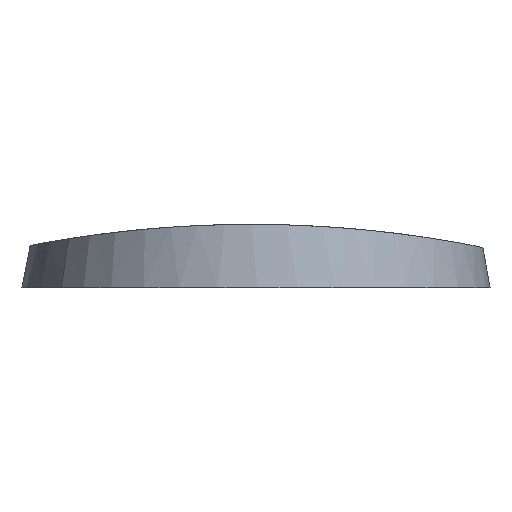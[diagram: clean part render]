
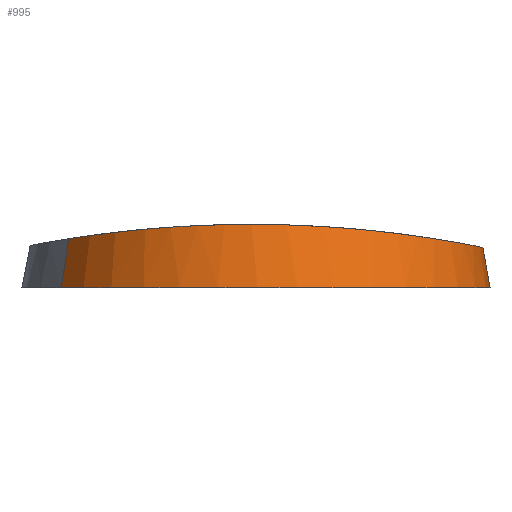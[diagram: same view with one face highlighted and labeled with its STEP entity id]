
A CAD part, left-side view. The second image highlights one B-rep face of the part: STEP entity #995.
In plain terms, the highlighted conical face has half-angle 10 degrees and reference radius 11.75 mm.
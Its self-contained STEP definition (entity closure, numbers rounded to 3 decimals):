
#28=CIRCLE('',#1081,11.75);
#35=CONICAL_SURFACE('',#1080,11.75,0.175);
#60=LINE('',#1697,#162);
#78=LINE('',#1851,#180);
#162=VECTOR('',#1151,10.);
#180=VECTOR('',#1197,10.);
#318=FACE_OUTER_BOUND('',#373,.T.);
#373=EDGE_LOOP('',(#754,#755,#756,#757,#758));
#429=B_SPLINE_CURVE_WITH_KNOTS('',3,(#1784,#1785,#1786,#1787,#1788,#1789,
#1790,#1791),.UNSPECIFIED.,.F.,.F.,(4,2,2,4),(3.957,4.258,
4.683,5.057),.UNSPECIFIED.);
#430=B_SPLINE_CURVE_WITH_KNOTS('',3,(#1793,#1794,#1795,#1796,#1797,#1798,
#1799,#1800,#1801,#1802,#1803,#1804),.UNSPECIFIED.,.F.,.F.,(4,2,2,2,2,4),
(5.057,5.107,5.532,5.958,6.385,
6.795),.UNSPECIFIED.);
#443=VERTEX_POINT('',#1694);
#444=VERTEX_POINT('',#1696);
#458=VERTEX_POINT('',#1783);
#459=VERTEX_POINT('',#1792);
#469=VERTEX_POINT('',#1850);
#545=EDGE_CURVE('',#443,#444,#60,.T.);
#560=EDGE_CURVE('',#444,#458,#429,.T.);
#561=EDGE_CURVE('',#458,#459,#430,.T.);
#579=EDGE_CURVE('',#469,#459,#78,.T.);
#583=EDGE_CURVE('',#443,#469,#28,.T.);
#754=ORIENTED_EDGE('',*,*,#561,.F.);
#755=ORIENTED_EDGE('',*,*,#560,.F.);
#756=ORIENTED_EDGE('',*,*,#545,.F.);
#757=ORIENTED_EDGE('',*,*,#583,.T.);
#758=ORIENTED_EDGE('',*,*,#579,.T.);
#995=ADVANCED_FACE('',(#318),#35,.T.);
#1080=AXIS2_PLACEMENT_3D('',#1857,#1205,#1206);
#1081=AXIS2_PLACEMENT_3D('',#1858,#1207,#1208);
#1151=DIRECTION('',(0.084,-0.152,0.985));
#1197=DIRECTION('',(0.003,0.174,0.985));
#1205=DIRECTION('center_axis',(0.,0.,-1.));
#1206=DIRECTION('ref_axis',(-0.486,0.874,0.));
#1207=DIRECTION('center_axis',(0.,0.,1.));
#1208=DIRECTION('ref_axis',(-0.486,0.874,0.));
#1694=CARTESIAN_POINT('',(9.791,-5.837,1.75));
#1696=CARTESIAN_POINT('',(10.006,-6.224,4.262));
#1697=CARTESIAN_POINT('',(9.791,-5.837,1.75));
#1783=CARTESIAN_POINT('',(4.334,-15.607,5.));
#1784=CARTESIAN_POINT('Ctrl Pts',(10.006,-6.224,4.262));
#1785=CARTESIAN_POINT('Ctrl Pts',(9.09,-6.75,4.345));
#1786=CARTESIAN_POINT('Ctrl Pts',(8.261,-7.405,4.441));
#1787=CARTESIAN_POINT('Ctrl Pts',(6.58,-9.129,4.658));
#1788=CARTESIAN_POINT('Ctrl Pts',(5.73,-10.401,4.79));
#1789=CARTESIAN_POINT('Ctrl Pts',(4.668,-13.02,4.957));
#1790=CARTESIAN_POINT('Ctrl Pts',(4.391,-14.341,5.));
#1791=CARTESIAN_POINT('Ctrl Pts',(4.334,-15.607,5.));
#1792=CARTESIAN_POINT('',(15.325,-27.492,3.811));
#1793=CARTESIAN_POINT('Ctrl Pts',(4.334,-15.607,5.));
#1794=CARTESIAN_POINT('Ctrl Pts',(4.327,-15.775,5.));
#1795=CARTESIAN_POINT('Ctrl Pts',(4.323,-15.941,4.999));
#1796=CARTESIAN_POINT('Ctrl Pts',(4.321,-17.525,4.986));
#1797=CARTESIAN_POINT('Ctrl Pts',(4.595,-19.038,4.918));
#1798=CARTESIAN_POINT('Ctrl Pts',(5.718,-21.826,4.693));
#1799=CARTESIAN_POINT('Ctrl Pts',(6.566,-23.102,4.539));
#1800=CARTESIAN_POINT('Ctrl Pts',(8.536,-25.13,4.248));
#1801=CARTESIAN_POINT('Ctrl Pts',(9.793,-26.018,4.093));
#1802=CARTESIAN_POINT('Ctrl Pts',(12.506,-27.175,3.877));
#1803=CARTESIAN_POINT('Ctrl Pts',(13.952,-27.47,3.815));
#1804=CARTESIAN_POINT('Ctrl Pts',(15.325,-27.492,3.811));
#1850=CARTESIAN_POINT('',(15.32,-27.856,1.75));
#1851=CARTESIAN_POINT('',(15.32,-27.856,1.75));
#1857=CARTESIAN_POINT('Origin',(15.5,-16.107,1.75));
#1858=CARTESIAN_POINT('Origin',(15.5,-16.107,1.75));
